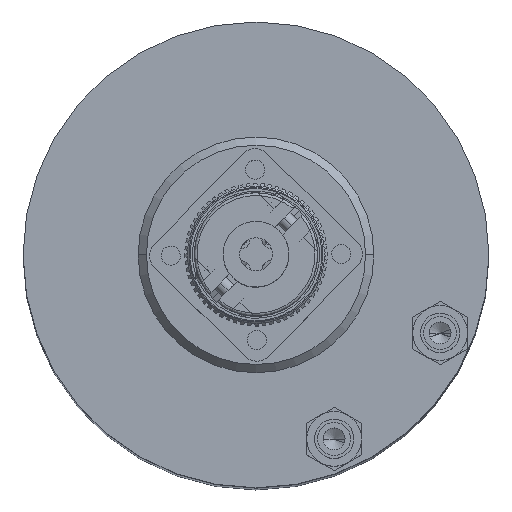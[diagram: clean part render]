
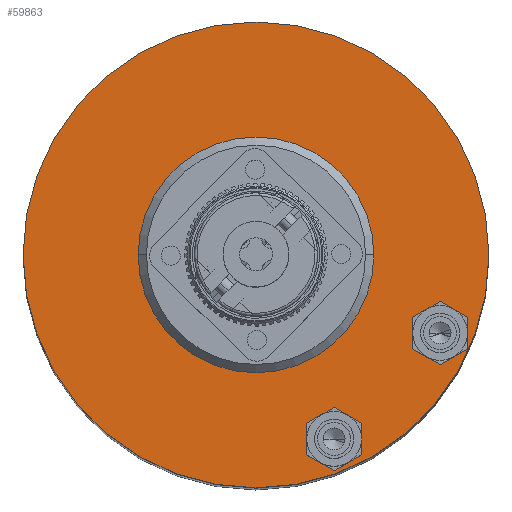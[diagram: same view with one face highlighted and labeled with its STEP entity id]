
A CAD part, top view. The second image highlights one B-rep face of the part: STEP entity #59863.
In plain terms, the highlighted planar face has unit normal (0, 0, 1).
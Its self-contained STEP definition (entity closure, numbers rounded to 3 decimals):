
#307 = VERTEX_POINT ( 'NONE', #46593 ) ;
#604 = DIRECTION ( 'NONE',  ( 0., 0., 1. ) ) ;
#2549 = EDGE_LOOP ( 'NONE', ( #74715, #15326 ) ) ;
#3885 = AXIS2_PLACEMENT_3D ( 'NONE', #84040, #36495, #22241 ) ;
#4987 = CARTESIAN_POINT ( 'NONE',  ( -21.5, 0., 26.5 ) ) ;
#6972 = DIRECTION ( 'NONE',  ( 1., 0., 0. ) ) ;
#9666 = VERTEX_POINT ( 'NONE', #15091 ) ;
#10996 = EDGE_CURVE ( 'NONE', #52035, #62747, #100714, .T. ) ;
#11367 = VERTEX_POINT ( 'NONE', #74950 ) ;
#11500 = EDGE_CURVE ( 'NONE', #62747, #52035, #91900, .T. ) ;
#13181 = CIRCLE ( 'NONE', #99163, 3.4 ) ;
#15091 = CARTESIAN_POINT ( 'NONE',  ( 30.198, -14.262, 26.5 ) ) ;
#15326 = ORIENTED_EDGE ( 'NONE', *, *, #99920, .F. ) ;
#18036 = CIRCLE ( 'NONE', #86971, 42.5 ) ;
#21288 = CARTESIAN_POINT ( 'NONE',  ( 33.598, -14.262, 26.5 ) ) ;
#22241 = DIRECTION ( 'NONE',  ( 1., 0., 0. ) ) ;
#24021 = EDGE_CURVE ( 'NONE', #11367, #307, #39945, .T. ) ;
#24920 = FACE_OUTER_BOUND ( 'NONE', #75607, .T. ) ;
#25975 = DIRECTION ( 'NONE',  ( -1., 0., 0. ) ) ;
#27409 = FACE_BOUND ( 'NONE', #2549, .T. ) ;
#27438 = EDGE_CURVE ( 'NONE', #100651, #42594, #98475, .T. ) ;
#30277 = DIRECTION ( 'NONE',  ( 1., 0., 0. ) ) ;
#33290 = CARTESIAN_POINT ( 'NONE',  ( 21.5, 0., 26.5 ) ) ;
#35935 = ORIENTED_EDGE ( 'NONE', *, *, #27438, .F. ) ;
#36495 = DIRECTION ( 'NONE',  ( 0., 0., 1. ) ) ;
#39227 = AXIS2_PLACEMENT_3D ( 'NONE', #91711, #75176, #58949 ) ;
#39945 = CIRCLE ( 'NONE', #69127, 3.4 ) ;
#42594 = VERTEX_POINT ( 'NONE', #86667 ) ;
#44369 = CIRCLE ( 'NONE', #39227, 3.4 ) ;
#44446 = CIRCLE ( 'NONE', #76495, 3.4 ) ;
#46593 = CARTESIAN_POINT ( 'NONE',  ( 10.862, -33.598, 26.5 ) ) ;
#48964 = ORIENTED_EDGE ( 'NONE', *, *, #24021, .F. ) ;
#49409 = EDGE_CURVE ( 'NONE', #42594, #100651, #18036, .T. ) ;
#50685 = VERTEX_POINT ( 'NONE', #60575 ) ;
#52035 = VERTEX_POINT ( 'NONE', #33290 ) ;
#54371 = DIRECTION ( 'NONE',  ( 0., 0., 1. ) ) ;
#54378 = EDGE_LOOP ( 'NONE', ( #68939, #55030 ) ) ;
#55030 = ORIENTED_EDGE ( 'NONE', *, *, #10996, .F. ) ;
#55716 = CARTESIAN_POINT ( 'NONE',  ( 0., 0., 26.5 ) ) ;
#58083 = AXIS2_PLACEMENT_3D ( 'NONE', #68733, #76662, #85945 ) ;
#58792 = DIRECTION ( 'NONE',  ( 0., 0., -1. ) ) ;
#58949 = DIRECTION ( 'NONE',  ( 1., 0., 0. ) ) ;
#59863 = ADVANCED_FACE ( 'NONE', ( #85386, #27409, #84207, #24920 ), #91619, .T. ) ;
#60575 = CARTESIAN_POINT ( 'NONE',  ( 36.998, -14.262, 26.5 ) ) ;
#62629 = CARTESIAN_POINT ( 'NONE',  ( 42.5, 0., 26.5 ) ) ;
#62747 = VERTEX_POINT ( 'NONE', #4987 ) ;
#62800 = DIRECTION ( 'NONE',  ( 1., 0., 0. ) ) ;
#64986 = ORIENTED_EDGE ( 'NONE', *, *, #74561, .F. ) ;
#68733 = CARTESIAN_POINT ( 'NONE',  ( 0., 0., 26.5 ) ) ;
#68939 = ORIENTED_EDGE ( 'NONE', *, *, #11500, .F. ) ;
#69127 = AXIS2_PLACEMENT_3D ( 'NONE', #70712, #604, #62800 ) ;
#70712 = CARTESIAN_POINT ( 'NONE',  ( 14.262, -33.598, 26.5 ) ) ;
#74313 = CARTESIAN_POINT ( 'NONE',  ( 0., 0., 26.5 ) ) ;
#74561 = EDGE_CURVE ( 'NONE', #307, #11367, #44446, .T. ) ;
#74715 = ORIENTED_EDGE ( 'NONE', *, *, #77349, .F. ) ;
#74950 = CARTESIAN_POINT ( 'NONE',  ( 17.662, -33.598, 26.5 ) ) ;
#75176 = DIRECTION ( 'NONE',  ( 0., 0., 1. ) ) ;
#75607 = EDGE_LOOP ( 'NONE', ( #85298, #35935 ) ) ;
#76493 = DIRECTION ( 'NONE',  ( 0., 0., 1. ) ) ;
#76495 = AXIS2_PLACEMENT_3D ( 'NONE', #78223, #93382, #30277 ) ;
#76662 = DIRECTION ( 'NONE',  ( 0., 0., 1. ) ) ;
#76853 = DIRECTION ( 'NONE',  ( 1., 0., 0. ) ) ;
#77349 = EDGE_CURVE ( 'NONE', #50685, #9666, #13181, .T. ) ;
#78223 = CARTESIAN_POINT ( 'NONE',  ( 14.262, -33.598, 26.5 ) ) ;
#80513 = CARTESIAN_POINT ( 'NONE',  ( 0., 0., 26.5 ) ) ;
#81160 = DIRECTION ( 'NONE',  ( 0., 0., -1. ) ) ;
#83301 = DIRECTION ( 'NONE',  ( -1., 0., 0. ) ) ;
#84040 = CARTESIAN_POINT ( 'NONE',  ( 0., 0., 26.5 ) ) ;
#84207 = FACE_BOUND ( 'NONE', #54378, .T. ) ;
#85298 = ORIENTED_EDGE ( 'NONE', *, *, #49409, .F. ) ;
#85386 = FACE_BOUND ( 'NONE', #96786, .T. ) ;
#85881 = AXIS2_PLACEMENT_3D ( 'NONE', #74313, #58792, #83301 ) ;
#85945 = DIRECTION ( 'NONE',  ( 1., 0., 0. ) ) ;
#86667 = CARTESIAN_POINT ( 'NONE',  ( -42.5, 0., 26.5 ) ) ;
#86971 = AXIS2_PLACEMENT_3D ( 'NONE', #80513, #81160, #25975 ) ;
#88464 = AXIS2_PLACEMENT_3D ( 'NONE', #55716, #54371, #6972 ) ;
#91619 = PLANE ( 'NONE',  #3885 ) ;
#91711 = CARTESIAN_POINT ( 'NONE',  ( 33.598, -14.262, 26.5 ) ) ;
#91900 = CIRCLE ( 'NONE', #58083, 21.5 ) ;
#93382 = DIRECTION ( 'NONE',  ( 0., 0., 1. ) ) ;
#96786 = EDGE_LOOP ( 'NONE', ( #48964, #64986 ) ) ;
#98475 = CIRCLE ( 'NONE', #85881, 42.5 ) ;
#99163 = AXIS2_PLACEMENT_3D ( 'NONE', #21288, #76493, #76853 ) ;
#99920 = EDGE_CURVE ( 'NONE', #9666, #50685, #44369, .T. ) ;
#100651 = VERTEX_POINT ( 'NONE', #62629 ) ;
#100714 = CIRCLE ( 'NONE', #88464, 21.5 ) ;
